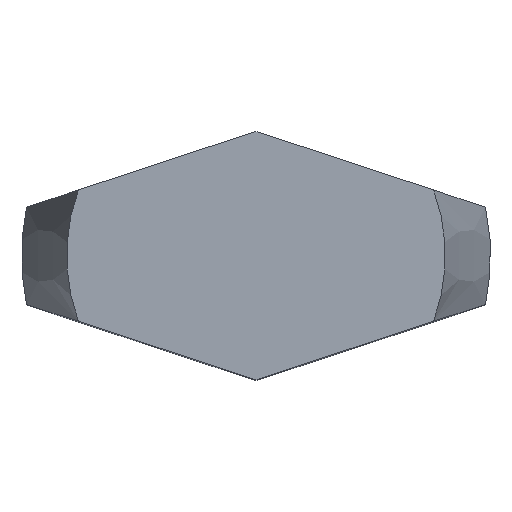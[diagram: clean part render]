
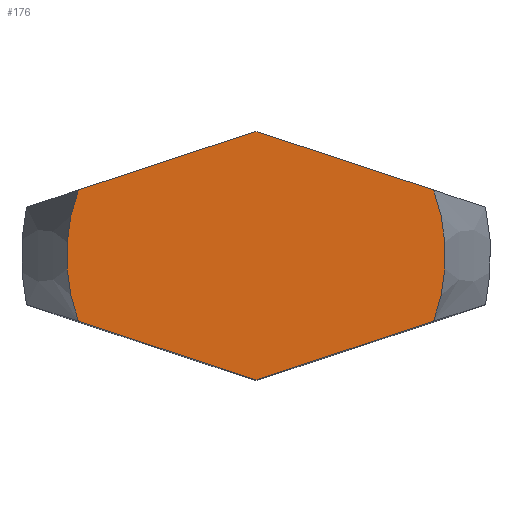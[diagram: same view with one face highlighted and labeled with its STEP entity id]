
A CAD part, top view. The second image highlights one B-rep face of the part: STEP entity #176.
In plain terms, the highlighted planar face has unit normal (0, 0, 1).
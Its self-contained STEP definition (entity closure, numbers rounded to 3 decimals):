
#100=EDGE_CURVE('',#172,#216,#261,.T.);
#108=EDGE_CURVE('',#146,#138,#269,.T.);
#114=EDGE_CURVE('',#216,#120,#275,.T.);
#120=VERTEX_POINT('',#282);
#138=VERTEX_POINT('',#302);
#146=VERTEX_POINT('',#312);
#166=EDGE_CURVE('',#200,#172,#333,.T.);
#172=VERTEX_POINT('',#339);
#176=ADVANCED_FACE('',(#343),#344,.T.);
#200=VERTEX_POINT('',#371);
#214=EDGE_CURVE('',#138,#200,#387,.T.);
#216=VERTEX_POINT('',#389);
#218=EDGE_CURVE('',#120,#146,#391,.T.);
#261=CIRCLE('',#428,10.088);
#269=CIRCLE('',#442,10.088);
#275=LINE('',#448,#449);
#282=CARTESIAN_POINT('',(0.0,6.614,25.0));
#302=CARTESIAN_POINT('',(-9.462,-3.5,25.0));
#312=CARTESIAN_POINT('',(-9.462,3.5,25.0));
#333=LINE('',#536,#537);
#339=CARTESIAN_POINT('',(9.462,-3.5,25.0));
#343=FACE_OUTER_BOUND('',#558,.T.);
#344=PLANE('',#559);
#371=CARTESIAN_POINT('',(0.0,-6.614,25.0));
#387=LINE('',#629,#630);
#389=CARTESIAN_POINT('',(9.462,3.5,25.0));
#391=LINE('',#635,#636);
#428=AXIS2_PLACEMENT_3D('',#678,#679,#680);
#442=AXIS2_PLACEMENT_3D('',#686,#687,#688);
#448=CARTESIAN_POINT('',(7.981,3.987,25.0));
#449=VECTOR('',#690,1.0);
#536=CARTESIAN_POINT('',(0.233,-6.537,25.0));
#537=VECTOR('',#753,1.0);
#558=EDGE_LOOP('',(#758,#759,#760,#761,#762,#763));
#559=AXIS2_PLACEMENT_3D('',#764,#765,#766);
#629=CARTESIAN_POINT('',(-6.483,-4.48,25.0));
#630=VECTOR('',#816,1.0);
#635=CARTESIAN_POINT('',(-1.731,6.044,25.0));
#636=VECTOR('',#817,1.0);
#678=CARTESIAN_POINT('',(0.,0.,25.0));
#679=DIRECTION('',(0.0,0.0,1.0));
#680=DIRECTION('',(0.,-1.0,0.0));
#686=CARTESIAN_POINT('',(0.,0.,25.0));
#687=DIRECTION('',(0.0,0.0,1.0));
#688=DIRECTION('',(0.,-1.0,0.0));
#690=DIRECTION('',(-0.95,0.313,0.0));
#753=DIRECTION('',(0.95,0.313,0.0));
#758=ORIENTED_EDGE('',*,*,#214,.T.);
#759=ORIENTED_EDGE('',*,*,#166,.T.);
#760=ORIENTED_EDGE('',*,*,#100,.T.);
#761=ORIENTED_EDGE('',*,*,#114,.T.);
#762=ORIENTED_EDGE('',*,*,#218,.T.);
#763=ORIENTED_EDGE('',*,*,#108,.T.);
#764=CARTESIAN_POINT('',(0.,-5.044,25.0));
#765=DIRECTION('',(0.0,0.0,1.0));
#766=DIRECTION('',(0.,-1.0,0.0));
#816=DIRECTION('',(0.95,-0.313,0.0));
#817=DIRECTION('',(-0.95,-0.313,0.0));
